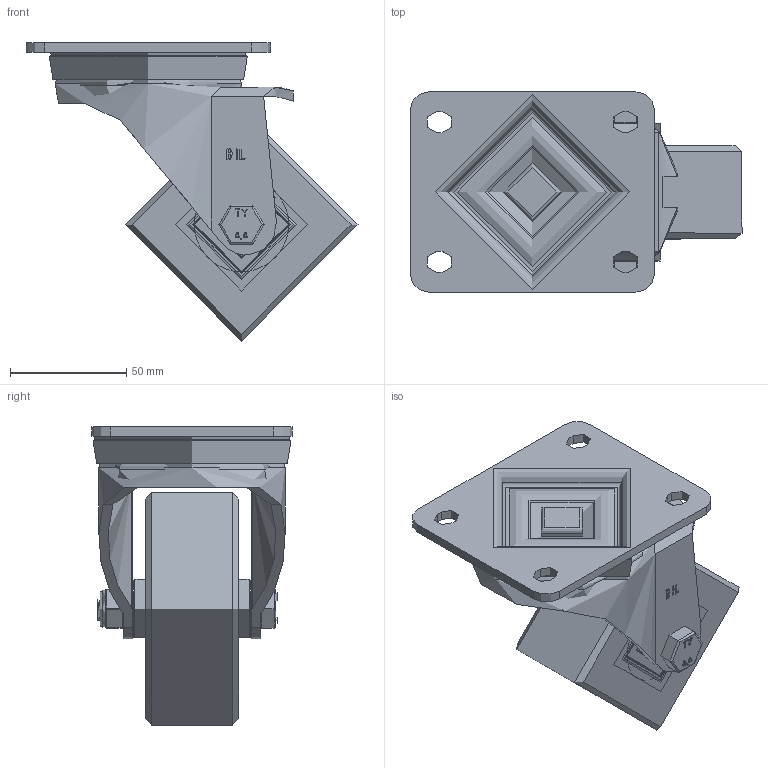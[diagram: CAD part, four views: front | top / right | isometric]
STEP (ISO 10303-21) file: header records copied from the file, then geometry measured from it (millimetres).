
FILE_DESCRIPTION(/* description */ (''),/* implementation_level */ '2;1');
FILE_NAME(/* name */ 'BZH100PTBJ.step',/* time_stamp */ '2025-06-26T16:35:55+01:00',/* author */ (''),/* organization */ (''),/* preprocessor_version */ 'ST-DEVELOPER v20.1',/* originating_system */ 'Autodesk Translation Framework v14.10.0.0',/* authorisation */ '');
FILE_SCHEMA (('AUTOMOTIVE_DESIGN { 1 0 10303 214 3 1 1 }'));
Length unit declared in the file: millimetre
Products named in the file (27): BZH100PTBJ; BZH100AS - 2 v1; ZINC PLATED, PRESSED STEEL TOP PLATE (1); ZINC PLATED, PRESSED STEEL FORKS (1); BEARING SEAL; BZPH100WPTBJM20 v1; POLYURETHANE TYRE; CAST IRON RIM; CAST IRON RIM Geometry; SPACER; BEARING6204; BALL BEARINGS; BEARING6204 (1); BALL BEARINGS (1); Component3; STEEL; RUBBER; TH20X5X10 v1; ZINC PLATED, HEADED SPACER; TH20X5X10 v1 (1); ZINC PLATED, HEADED SPACER (1); HEXBOLTM10X70Z8.8 v2; GRADE 8.8 THREADED ZINC PLATED BOLT; NYLOCM10Z v1; NYLOC NUT; RUBBER (1); NUT
Assembly tree (43 placements, depth 5):
  BZH100PTBJ
    BZH100AS - 2 v1
      ZINC PLATED, PRESSED STEEL TOP PLATE (1)
      ZINC PLATED, PRESSED STEEL FORKS (1)
      BEARING SEAL
    BZPH100WPTBJM20 v1
      POLYURETHANE TYRE
      CAST IRON RIM
        CAST IRON RIM Geometry
        SPACER
      BEARING6204
        BALL BEARINGS
          Component3  x8
        STEEL
        RUBBER
      BEARING6204 (1)
        BALL BEARINGS (1)
          Component3  x8
        STEEL
        RUBBER
    TH20X5X10 v1
      ZINC PLATED, HEADED SPACER
    TH20X5X10 v1 (1)
      ZINC PLATED, HEADED SPACER (1)
    HEXBOLTM10X70Z8.8 v2
      GRADE 8.8 THREADED ZINC PLATED BOLT
    NYLOCM10Z v1
      NYLOC NUT
        RUBBER (1)
        NUT
Bounding box: 142.5 x 86 x 128 mm (x, y, z)
Volume: 429583.4 mm3; surface area: 153726.5 mm2
Topology: 37 solids, 37 shells, 1342 faces, 3602 edges, 2364 vertices
Faces by surface type: plane 631, bspline 382, cylinder 270, sphere 28, torus 22, cone 9
Full cylindrical faces by diameter (mm): 8.141 x18, 9.85 x19, 10 x3, 10.2 x2, 10.5 x2, 12 x2, 16 x2, 19.85 x2, 20 x4, 24 x1, 25 x4, 27 x10, 28.5 x4, 29 x8, 30 x1, 31 x1, 32 x1, 40 x4, 40.5 x4, 41.5 x4, 42 x8, 44 x2, 47 x4, 50.5 x1, 57 x2, 72 x1, 80 x1, 100 x1
Entity records: 35517 total; most frequent: CARTESIAN_POINT 14820, ORIENTED_EDGE 4490, DIRECTION 3554, EDGE_CURVE 2245, VERTEX_POINT 1464, AXIS2_PLACEMENT_3D 1191, LINE 1172, VECTOR 1172
